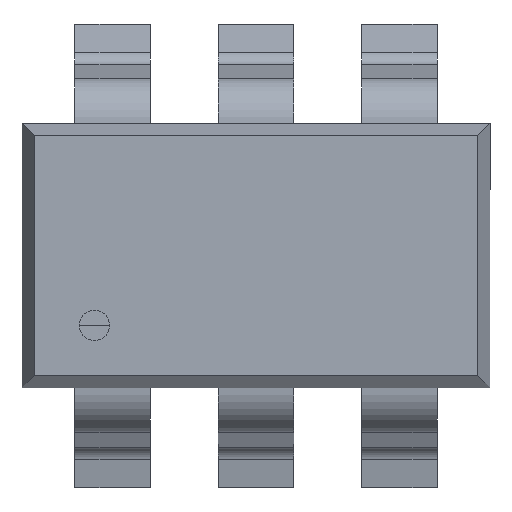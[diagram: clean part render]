
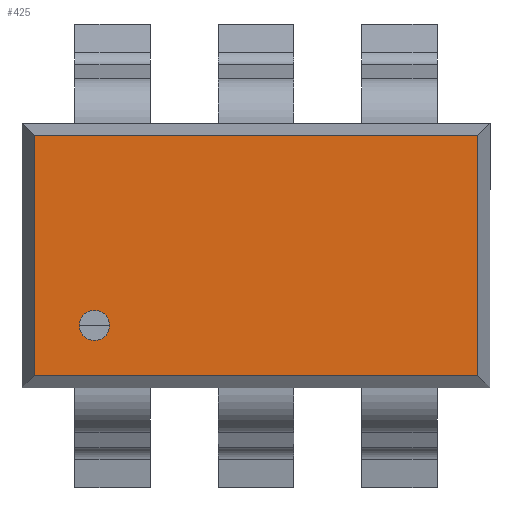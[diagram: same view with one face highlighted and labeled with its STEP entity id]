
A CAD part, top view. The second image highlights one B-rep face of the part: STEP entity #425.
In plain terms, the highlighted planar face has unit normal (0, 0, 1).
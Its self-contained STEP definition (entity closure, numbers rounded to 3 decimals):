
#20 = CARTESIAN_POINT ( 'NONE',  ( 1.47, 0., 1.3 ) ) ;
#68 = ORIENTED_EDGE ( 'NONE', *, *, #1043, .T. ) ;
#76 = EDGE_CURVE ( 'NONE', #1393, #773, #1013, .T. ) ;
#80 = VECTOR ( 'NONE', #136, 1000. ) ;
#123 = ORIENTED_EDGE ( 'NONE', *, *, #168, .T. ) ;
#136 = DIRECTION ( 'NONE',  ( 1., 0., 0. ) ) ;
#168 = EDGE_CURVE ( 'NONE', #1193, #639, #375, .T. ) ;
#185 = ORIENTED_EDGE ( 'NONE', *, *, #1263, .F. ) ;
#207 = CARTESIAN_POINT ( 'NONE',  ( -1.47, 0.795, 1.3 ) ) ;
#238 = CARTESIAN_POINT ( 'NONE',  ( 0., 0.795, 1.3 ) ) ;
#290 = AXIS2_PLACEMENT_3D ( 'NONE', #865, #411, #971 ) ;
#313 = FACE_BOUND ( 'NONE', #1049, .T. ) ;
#339 = ORIENTED_EDGE ( 'NONE', *, *, #1296, .F. ) ;
#349 = FACE_OUTER_BOUND ( 'NONE', #1103, .T. ) ;
#351 = DIRECTION ( 'NONE',  ( -1., 0., 0. ) ) ;
#375 = LINE ( 'NONE', #928, #80 ) ;
#404 = LINE ( 'NONE', #238, #707 ) ;
#411 = DIRECTION ( 'NONE',  ( 0., 0., -1. ) ) ;
#425 = ADVANCED_FACE ( 'NONE', ( #349, #313 ), #896, .T. ) ;
#513 = CARTESIAN_POINT ( 'NONE',  ( -1.07, -0.462, 1.3 ) ) ;
#534 = CARTESIAN_POINT ( 'NONE',  ( -0.97, -0.462, 1.3 ) ) ;
#563 = VECTOR ( 'NONE', #1028, 1000. ) ;
#593 = CARTESIAN_POINT ( 'NONE',  ( 0., 0., 1.3 ) ) ;
#630 = DIRECTION ( 'NONE',  ( -1., 0., 0. ) ) ;
#639 = VERTEX_POINT ( 'NONE', #1156 ) ;
#707 = VECTOR ( 'NONE', #351, 1000. ) ;
#709 = DIRECTION ( 'NONE',  ( 1., 0., 0. ) ) ;
#773 = VERTEX_POINT ( 'NONE', #838 ) ;
#838 = CARTESIAN_POINT ( 'NONE',  ( -1.17, -0.462, 1.3 ) ) ;
#865 = CARTESIAN_POINT ( 'NONE',  ( -1.07, -0.462, 1.3 ) ) ;
#868 = LINE ( 'NONE', #20, #563 ) ;
#896 = PLANE ( 'NONE',  #982 ) ;
#908 = CARTESIAN_POINT ( 'NONE',  ( -1.47, -0.795, 1.3 ) ) ;
#928 = CARTESIAN_POINT ( 'NONE',  ( 0., -0.795, 1.3 ) ) ;
#971 = DIRECTION ( 'NONE',  ( -1., 0., 0. ) ) ;
#982 = AXIS2_PLACEMENT_3D ( 'NONE', #593, #1355, #709 ) ;
#985 = VERTEX_POINT ( 'NONE', #1088 ) ;
#1013 = CIRCLE ( 'NONE', #290, 0.1 ) ;
#1028 = DIRECTION ( 'NONE',  ( 0., -1., 0. ) ) ;
#1043 = EDGE_CURVE ( 'NONE', #773, #1393, #1323, .T. ) ;
#1049 = EDGE_LOOP ( 'NONE', ( #68, #1154 ) ) ;
#1088 = CARTESIAN_POINT ( 'NONE',  ( 1.47, 0.795, 1.3 ) ) ;
#1103 = EDGE_LOOP ( 'NONE', ( #339, #123, #185, #1326 ) ) ;
#1152 = LINE ( 'NONE', #1245, #1413 ) ;
#1154 = ORIENTED_EDGE ( 'NONE', *, *, #76, .T. ) ;
#1156 = CARTESIAN_POINT ( 'NONE',  ( 1.47, -0.795, 1.3 ) ) ;
#1193 = VERTEX_POINT ( 'NONE', #908 ) ;
#1207 = AXIS2_PLACEMENT_3D ( 'NONE', #513, #1290, #630 ) ;
#1212 = EDGE_CURVE ( 'NONE', #985, #1365, #404, .T. ) ;
#1245 = CARTESIAN_POINT ( 'NONE',  ( -1.47, 0., 1.3 ) ) ;
#1249 = DIRECTION ( 'NONE',  ( 0., 1., 0. ) ) ;
#1263 = EDGE_CURVE ( 'NONE', #985, #639, #868, .T. ) ;
#1290 = DIRECTION ( 'NONE',  ( 0., 0., -1. ) ) ;
#1296 = EDGE_CURVE ( 'NONE', #1193, #1365, #1152, .T. ) ;
#1323 = CIRCLE ( 'NONE', #1207, 0.1 ) ;
#1326 = ORIENTED_EDGE ( 'NONE', *, *, #1212, .T. ) ;
#1355 = DIRECTION ( 'NONE',  ( 0., 0., 1. ) ) ;
#1365 = VERTEX_POINT ( 'NONE', #207 ) ;
#1393 = VERTEX_POINT ( 'NONE', #534 ) ;
#1413 = VECTOR ( 'NONE', #1249, 1000. ) ;
